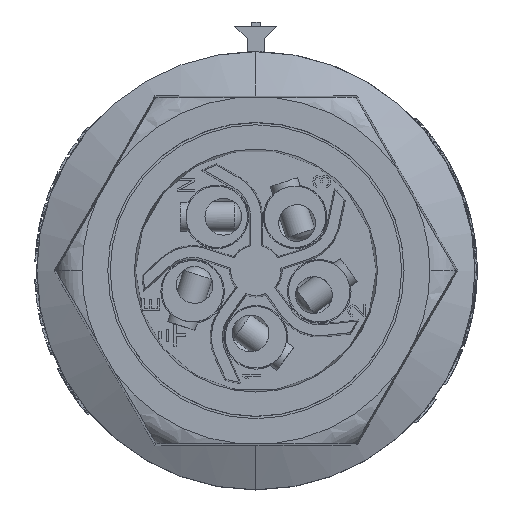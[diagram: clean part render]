
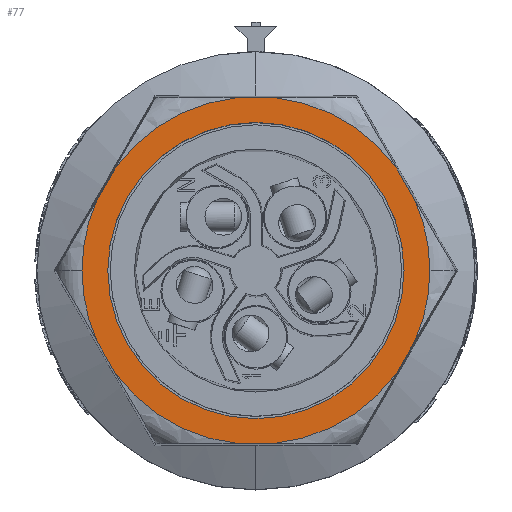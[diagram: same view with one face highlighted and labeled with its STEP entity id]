
A CAD part, top view. The second image highlights one B-rep face of the part: STEP entity #77.
In plain terms, the highlighted planar face has unit normal (0, 0, 1).
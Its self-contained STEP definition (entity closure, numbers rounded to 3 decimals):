
#77=ADVANCED_FACE('',(#3516,#3517),#3518,.F.);
#3516=FACE_OUTER_BOUND('',#10349,.T.);
#3517=FACE_BOUND('',#10350,.T.);
#3518=PLANE('',#10351);
#10349=EDGE_LOOP('',(#22020,#22021,#22022,#22023,#22024,#22025,#22026,#22027,#22028,#22029,#22030,#22031,#22032,#22033));
#10350=EDGE_LOOP('',(#22034,#22035));
#10351=AXIS2_PLACEMENT_3D('',#22036,#22037,#22038);
#22020=ORIENTED_EDGE('',*,*,#50135,.F.);
#22021=ORIENTED_EDGE('',*,*,#50140,.T.);
#22022=ORIENTED_EDGE('',*,*,#50141,.F.);
#22023=ORIENTED_EDGE('',*,*,#50142,.T.);
#22024=ORIENTED_EDGE('',*,*,#50143,.F.);
#22025=ORIENTED_EDGE('',*,*,#48175,.T.);
#22026=ORIENTED_EDGE('',*,*,#50144,.T.);
#22027=ORIENTED_EDGE('',*,*,#50145,.F.);
#22028=ORIENTED_EDGE('',*,*,#50146,.T.);
#22029=ORIENTED_EDGE('',*,*,#50147,.F.);
#22030=ORIENTED_EDGE('',*,*,#50148,.T.);
#22031=ORIENTED_EDGE('',*,*,#50149,.F.);
#22032=ORIENTED_EDGE('',*,*,#50150,.T.);
#22033=ORIENTED_EDGE('',*,*,#48179,.T.);
#22034=ORIENTED_EDGE('',*,*,#50151,.T.);
#22035=ORIENTED_EDGE('',*,*,#50152,.T.);
#22036=CARTESIAN_POINT('',(0.0,0.0,16.0));
#22037=DIRECTION('',(0.0,0.0,-1.0));
#22038=DIRECTION('',(0.0,-1.0,0.0));
#48175=EDGE_CURVE('',#57481,#57478,#57482,.T.);
#48179=EDGE_CURVE('',#57485,#57487,#57489,.T.);
#50135=EDGE_CURVE('',#61390,#57487,#61391,.T.);
#50140=EDGE_CURVE('',#61390,#61396,#61398,.T.);
#50141=EDGE_CURVE('',#61399,#61396,#61400,.T.);
#50142=EDGE_CURVE('',#61399,#61401,#61402,.T.);
#50143=EDGE_CURVE('',#57481,#61401,#61403,.T.);
#50144=EDGE_CURVE('',#57478,#61404,#61405,.T.);
#50145=EDGE_CURVE('',#61406,#61404,#61407,.T.);
#50146=EDGE_CURVE('',#61406,#61408,#61409,.T.);
#50147=EDGE_CURVE('',#61410,#61408,#61411,.T.);
#50148=EDGE_CURVE('',#61410,#61412,#61413,.T.);
#50149=EDGE_CURVE('',#61414,#61412,#61415,.T.);
#50150=EDGE_CURVE('',#61414,#57485,#61416,.T.);
#50151=EDGE_CURVE('',#61417,#61418,#61419,.T.);
#50152=EDGE_CURVE('',#61418,#61417,#61420,.T.);
#57478=VERTEX_POINT('',#73260);
#57481=VERTEX_POINT('',#73263);
#57482=CIRCLE('',#73264,19.852);
#57485=VERTEX_POINT('',#73293);
#57487=VERTEX_POINT('',#73295);
#57489=CIRCLE('',#73323,19.852);
#61390=VERTEX_POINT('',#81481);
#61391=LINE('',#81482,#81483);
#61396=VERTEX_POINT('',#81516);
#61398=CIRCLE('',#81544,19.852);
#61399=VERTEX_POINT('',#81545);
#61400=LINE('',#81546,#81547);
#61401=VERTEX_POINT('',#81548);
#61402=CIRCLE('',#81549,19.852);
#61403=LINE('',#81550,#81551);
#61404=VERTEX_POINT('',#81552);
#61405=CIRCLE('',#81553,19.852);
#61406=VERTEX_POINT('',#81554);
#61407=LINE('',#81555,#81556);
#61408=VERTEX_POINT('',#81557);
#61409=CIRCLE('',#81558,19.852);
#61410=VERTEX_POINT('',#81559);
#61411=LINE('',#81560,#81561);
#61412=VERTEX_POINT('',#81562);
#61413=CIRCLE('',#81563,19.852);
#61414=VERTEX_POINT('',#81564);
#61415=LINE('',#81565,#81566);
#61416=CIRCLE('',#81567,19.852);
#61417=VERTEX_POINT('',#81568);
#61418=VERTEX_POINT('',#81569);
#61419=CIRCLE('',#81570,16.9);
#61420=CIRCLE('',#81571,16.9);
#73260=CARTESIAN_POINT('',(19.852,0.,16.0));
#73263=CARTESIAN_POINT('',(18.153,-8.034,16.0));
#73264=AXIS2_PLACEMENT_3D('',#105829,#105830,#105831);
#73293=CARTESIAN_POINT('',(-19.852,0.,16.0));
#73295=CARTESIAN_POINT('',(-18.153,-8.034,16.0));
#73323=AXIS2_PLACEMENT_3D('',#105835,#105836,#105837);
#81481=CARTESIAN_POINT('',(-16.035,-11.704,16.0));
#81482=CARTESIAN_POINT('',(-16.035,-11.704,16.0));
#81483=VECTOR('',#107444,4.237);
#81516=CARTESIAN_POINT('',(-2.118,-19.738,16.0));
#81544=AXIS2_PLACEMENT_3D('',#107447,#107448,#107449);
#81545=CARTESIAN_POINT('',(2.118,-19.738,16.0));
#81546=CARTESIAN_POINT('',(2.118,-19.738,16.0));
#81547=VECTOR('',#107450,4.237);
#81548=CARTESIAN_POINT('',(16.035,-11.704,16.0));
#81549=AXIS2_PLACEMENT_3D('',#107451,#107452,#107453);
#81550=CARTESIAN_POINT('',(18.153,-8.034,16.0));
#81551=VECTOR('',#107454,4.237);
#81552=CARTESIAN_POINT('',(18.153,8.034,16.0));
#81553=AXIS2_PLACEMENT_3D('',#107455,#107456,#107457);
#81554=CARTESIAN_POINT('',(16.035,11.704,16.0));
#81555=CARTESIAN_POINT('',(16.035,11.704,16.0));
#81556=VECTOR('',#107458,4.237);
#81557=CARTESIAN_POINT('',(2.118,19.738,16.0));
#81558=AXIS2_PLACEMENT_3D('',#107459,#107460,#107461);
#81559=CARTESIAN_POINT('',(-2.118,19.738,16.0));
#81560=CARTESIAN_POINT('',(-2.118,19.738,16.0));
#81561=VECTOR('',#107462,4.237);
#81562=CARTESIAN_POINT('',(-16.035,11.704,16.0));
#81563=AXIS2_PLACEMENT_3D('',#107463,#107464,#107465);
#81564=CARTESIAN_POINT('',(-18.153,8.034,16.0));
#81565=CARTESIAN_POINT('',(-18.153,8.034,16.0));
#81566=VECTOR('',#107466,4.237);
#81567=AXIS2_PLACEMENT_3D('',#107467,#107468,#107469);
#81568=CARTESIAN_POINT('',(-16.9,0.0,16.0));
#81569=CARTESIAN_POINT('',(16.9,0.0,16.0));
#81570=AXIS2_PLACEMENT_3D('',#107470,#107471,#107472);
#81571=AXIS2_PLACEMENT_3D('',#107473,#107474,#107475);
#105829=CARTESIAN_POINT('',(0.0,0.0,16.0));
#105830=DIRECTION('',(0.0,0.0,1.0));
#105831=DIRECTION('',(0.914,-0.405,0.0));
#105835=CARTESIAN_POINT('',(0.0,0.0,16.0));
#105836=DIRECTION('',(0.0,0.0,1.0));
#105837=DIRECTION('',(-0.914,0.405,0.0));
#107444=DIRECTION('',(-0.5,0.866,0.0));
#107447=CARTESIAN_POINT('',(0.0,0.0,16.0));
#107448=DIRECTION('',(0.0,0.0,1.0));
#107449=DIRECTION('',(-0.808,-0.59,0.0));
#107450=DIRECTION('',(-1.0,0.0,0.0));
#107451=CARTESIAN_POINT('',(0.0,0.0,16.0));
#107452=DIRECTION('',(0.0,0.0,1.0));
#107453=DIRECTION('',(0.107,-0.994,0.0));
#107454=DIRECTION('',(-0.5,-0.866,0.0));
#107455=CARTESIAN_POINT('',(0.0,0.0,16.0));
#107456=DIRECTION('',(0.0,0.0,1.0));
#107457=DIRECTION('',(0.914,-0.405,0.0));
#107458=DIRECTION('',(0.5,-0.866,0.0));
#107459=CARTESIAN_POINT('',(0.0,0.0,16.0));
#107460=DIRECTION('',(0.0,-0.0,1.0));
#107461=DIRECTION('',(0.808,0.59,0.0));
#107462=DIRECTION('',(1.0,0.0,0.0));
#107463=CARTESIAN_POINT('',(0.0,0.0,16.0));
#107464=DIRECTION('',(0.0,0.0,1.0));
#107465=DIRECTION('',(-0.107,0.994,0.0));
#107466=DIRECTION('',(0.5,0.866,0.0));
#107467=CARTESIAN_POINT('',(0.0,0.0,16.0));
#107468=DIRECTION('',(0.0,0.0,1.0));
#107469=DIRECTION('',(-0.914,0.405,0.0));
#107470=CARTESIAN_POINT('',(0.0,0.0,16.0));
#107471=DIRECTION('',(0.0,0.0,-1.0));
#107472=DIRECTION('',(-1.0,0.0,0.0));
#107473=CARTESIAN_POINT('',(0.0,0.0,16.0));
#107474=DIRECTION('',(0.0,0.0,-1.0));
#107475=DIRECTION('',(1.0,0.0,0.0));
